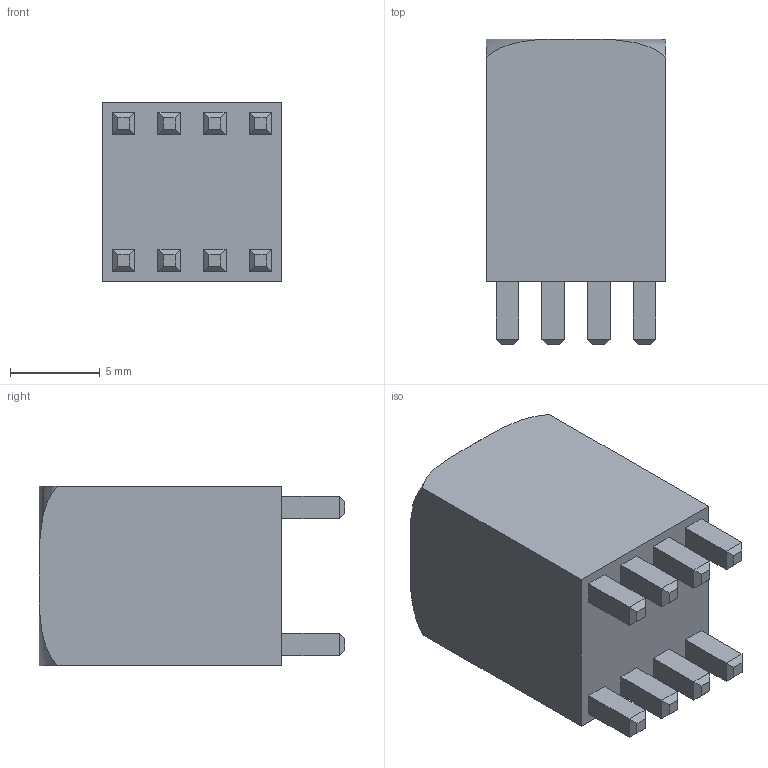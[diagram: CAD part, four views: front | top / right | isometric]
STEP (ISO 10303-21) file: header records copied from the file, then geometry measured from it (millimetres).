
FILE_DESCRIPTION (( 'STEP AP214' ), '1' );
FILE_NAME ('7461084.STEP', '2024-02-12T21:27:59', ( '' ), ( '' ), 'SwSTEP 2.0', 'SolidWorks 2021', '' );
FILE_SCHEMA (( 'AUTOMOTIVE_DESIGN' ));
Length unit declared in the file: millimetre
Products named in the file (1): 7461084
Bounding box: 10 x 17 x 10 mm (x, y, z)
Volume: 1094.8 mm3; surface area: 1171.5 mm2
Topology: 1 solids, 1 shells, 127 faces, 310 edges, 193 vertices
Faces by surface type: plane 79, cylinder 39, torus 4, bspline 3, cone 2
Entity records: 5999 total; most frequent: CARTESIAN_POINT 3266, ORIENTED_EDGE 616, DIRECTION 478, EDGE_CURVE 308, LINE 208, VECTOR 208, VERTEX_POINT 193, EDGE_LOOP 137
